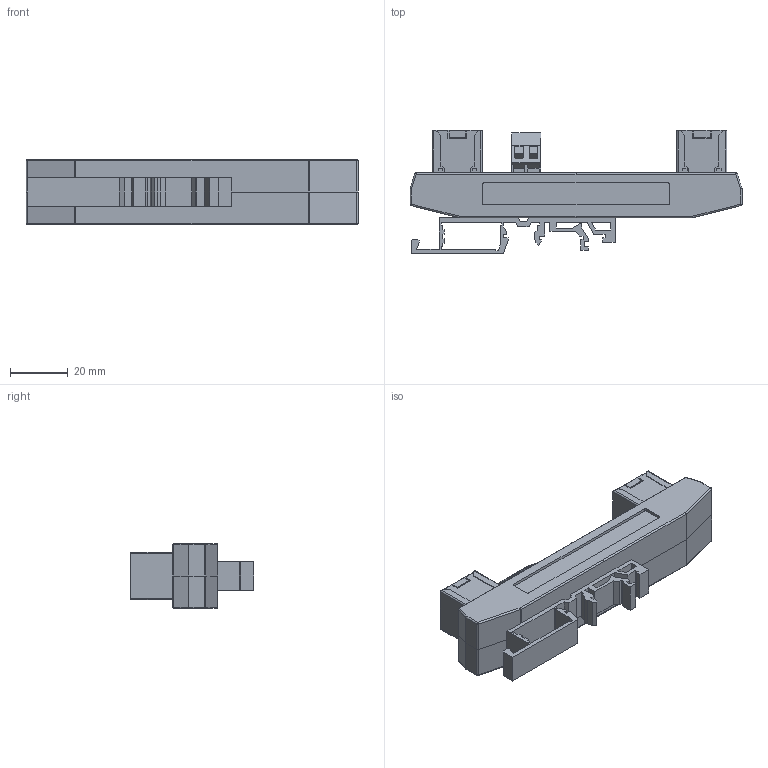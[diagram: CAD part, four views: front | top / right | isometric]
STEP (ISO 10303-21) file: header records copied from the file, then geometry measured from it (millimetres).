
FILE_DESCRIPTION (( 'STEP AP214' ), '1' );
FILE_NAME ('ESP-LAN.STEP', '2020-11-17T15:00:43', ( '' ), ( '' ), 'SwSTEP 2.0', 'SolidWorks 2017', '' );
FILE_SCHEMA (( 'AUTOMOTIVE_DESIGN' ));
Length unit declared in the file: millimetre
Products named in the file (1): ESP-LAN
Bounding box: 115 x 42.89 x 22.5 mm (x, y, z)
Volume: 36599.9 mm3; surface area: 28463.3 mm2
Topology: 7 solids, 7 shells, 1026 faces, 2926 edges, 1900 vertices
Faces by surface type: plane 842, cylinder 144, cone 24, sphere 16
Entity records: 44436 total; most frequent: CARTESIAN_POINT 6005, ORIENTED_EDGE 5836, DIRECTION 5228, EDGE_CURVE 2918, VECTOR 2566, LINE 2566, VERTEX_POINT 1900, AXIS2_PLACEMENT_3D 1331
